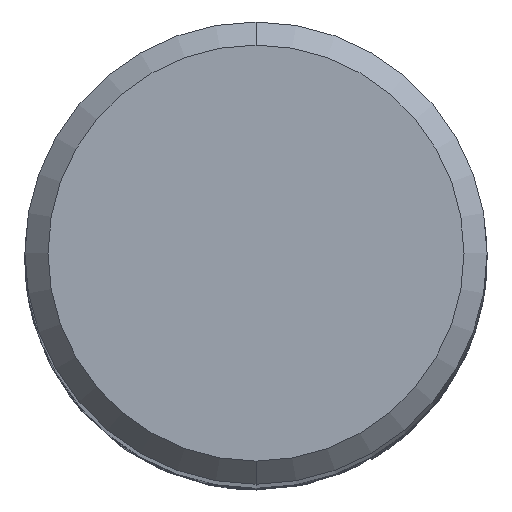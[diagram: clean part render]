
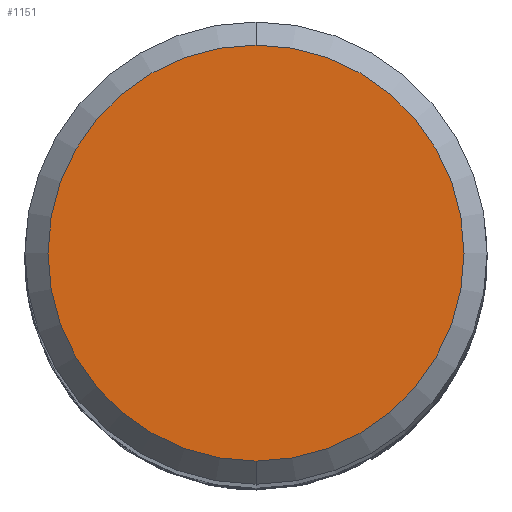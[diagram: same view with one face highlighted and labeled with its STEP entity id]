
A CAD part, top view. The second image highlights one B-rep face of the part: STEP entity #1151.
In plain terms, the highlighted planar face has unit normal (0, 0, 1).
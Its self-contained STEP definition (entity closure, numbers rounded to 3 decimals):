
#747=VERTEX_POINT('',#1643);
#769=EDGE_CURVE('',#747,#1257,#1665,.T.);
#1019=EDGE_CURVE('',#1257,#747,#1937,.T.);
#1151=ADVANCED_FACE('',(#2083),#2084,.T.);
#1257=VERTEX_POINT('',#2198);
#1643=CARTESIAN_POINT('',(0.0,3.6,0.0));
#1665=CIRCLE('',#5540,3.6);
#1937=CIRCLE('',#9234,3.6);
#2083=FACE_OUTER_BOUND('',#11464,.T.);
#2084=PLANE('',#11465);
#2198=CARTESIAN_POINT('',(0.,-3.6,0.0));
#5540=AXIS2_PLACEMENT_3D('',#13305,#13306,#13307);
#9234=AXIS2_PLACEMENT_3D('',#13537,#13538,#13539);
#11464=EDGE_LOOP('',(#13697,#13698));
#11465=AXIS2_PLACEMENT_3D('',#13699,#13700,#13701);
#13305=CARTESIAN_POINT('',(0.0,0.0,0.0));
#13306=DIRECTION('',(0.0,0.0,-1.0));
#13307=DIRECTION('',(0.0,1.0,0.0));
#13537=CARTESIAN_POINT('',(0.0,0.0,0.0));
#13538=DIRECTION('',(0.0,0.0,-1.0));
#13539=DIRECTION('',(0.0,1.0,0.0));
#13697=ORIENTED_EDGE('',*,*,#769,.F.);
#13698=ORIENTED_EDGE('',*,*,#1019,.F.);
#13699=CARTESIAN_POINT('',(0.0,1.8,0.0));
#13700=DIRECTION('',(-0.0,0.0,1.0));
#13701=DIRECTION('',(0.0,-1.0,0.0));
